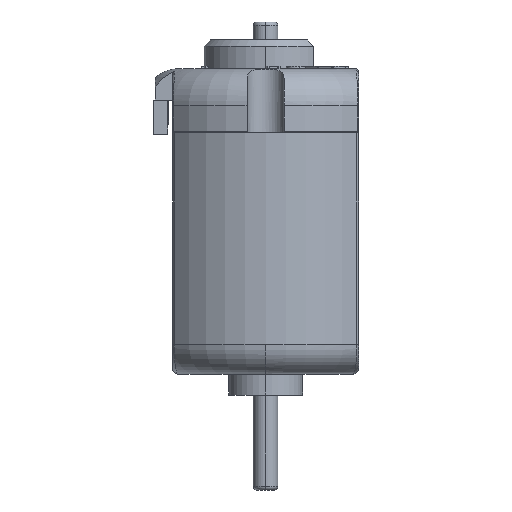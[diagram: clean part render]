
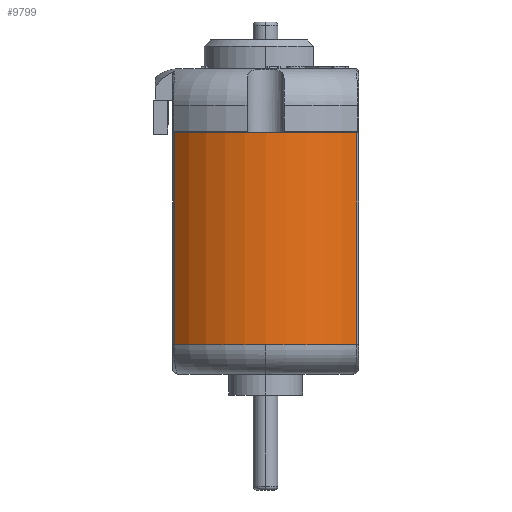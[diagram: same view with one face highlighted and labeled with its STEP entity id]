
A CAD part, left-side view. The second image highlights one B-rep face of the part: STEP entity #9799.
In plain terms, the highlighted cylindrical face has radius 10 mm (diameter 20 mm), a partial arc.
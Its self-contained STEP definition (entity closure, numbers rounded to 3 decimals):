
#416 = EDGE_LOOP ( 'NONE', ( #7975, #11610, #12834, #2311, #945 ) ) ;
#477 = AXIS2_PLACEMENT_3D ( 'NONE', #11803, #8130, #14576 ) ;
#492 = DIRECTION ( 'NONE',  ( 0., 0., -1. ) ) ;
#945 = ORIENTED_EDGE ( 'NONE', *, *, #11362, .T. ) ;
#978 = EDGE_CURVE ( 'NONE', #1953, #3453, #12559, .T. ) ;
#1953 = VERTEX_POINT ( 'NONE', #9522 ) ;
#2005 = DIRECTION ( 'NONE',  ( -1., 0., 0. ) ) ;
#2060 = CARTESIAN_POINT ( 'NONE',  ( 42.551, 23.341, -17.3 ) ) ;
#2311 = ORIENTED_EDGE ( 'NONE', *, *, #11211, .T. ) ;
#2515 = VECTOR ( 'NONE', #492, 1000. ) ;
#2557 = EDGE_CURVE ( 'NONE', #3453, #16179, #16178, .T. ) ;
#2696 = AXIS2_PLACEMENT_3D ( 'NONE', #5948, #13544, #13461 ) ;
#3322 = DIRECTION ( 'NONE',  ( 0., 0., -1. ) ) ;
#3453 = VERTEX_POINT ( 'NONE', #13995 ) ;
#3564 = CARTESIAN_POINT ( 'NONE',  ( 49.254, 15.92, -17.3 ) ) ;
#4028 = CIRCLE ( 'NONE', #6222, 10. ) ;
#4207 = CARTESIAN_POINT ( 'NONE',  ( 42.551, 8.499, -19.7 ) ) ;
#5584 = CARTESIAN_POINT ( 'NONE',  ( 42.551, 23.341, -19.7 ) ) ;
#5757 = DIRECTION ( 'NONE',  ( 0., 0., 1. ) ) ;
#5884 = EDGE_CURVE ( 'NONE', #10556, #1953, #16979, .T. ) ;
#5948 = CARTESIAN_POINT ( 'NONE',  ( 49.254, 15.92, -19.7 ) ) ;
#6222 = AXIS2_PLACEMENT_3D ( 'NONE', #8617, #3322, #2005 ) ;
#6760 = VERTEX_POINT ( 'NONE', #11196 ) ;
#7829 = DIRECTION ( 'NONE',  ( 0., 0., 1. ) ) ;
#7975 = ORIENTED_EDGE ( 'NONE', *, *, #5884, .T. ) ;
#8130 = DIRECTION ( 'NONE',  ( 0., 0., 1. ) ) ;
#8617 = CARTESIAN_POINT ( 'NONE',  ( 49.254, 15.92, -0.1 ) ) ;
#9004 = CARTESIAN_POINT ( 'NONE',  ( 42.551, 8.499, -0.1 ) ) ;
#9522 = CARTESIAN_POINT ( 'NONE',  ( 39.254, 15.92, -17.3 ) ) ;
#9799 = ADVANCED_FACE ( 'NONE', ( #11126 ), #12513, .T. ) ;
#10307 = DIRECTION ( 'NONE',  ( -1., 0., 0. ) ) ;
#10556 = VERTEX_POINT ( 'NONE', #2060 ) ;
#11126 = FACE_OUTER_BOUND ( 'NONE', #416, .T. ) ;
#11196 = CARTESIAN_POINT ( 'NONE',  ( 42.551, 23.341, -0.1 ) ) ;
#11211 = EDGE_CURVE ( 'NONE', #16179, #6760, #4028, .T. ) ;
#11362 = EDGE_CURVE ( 'NONE', #6760, #10556, #12310, .T. ) ;
#11437 = AXIS2_PLACEMENT_3D ( 'NONE', #3564, #7829, #10307 ) ;
#11610 = ORIENTED_EDGE ( 'NONE', *, *, #978, .T. ) ;
#11803 = CARTESIAN_POINT ( 'NONE',  ( 49.254, 15.92, -17.3 ) ) ;
#12310 = LINE ( 'NONE', #5584, #2515 ) ;
#12513 = CYLINDRICAL_SURFACE ( 'NONE', #2696, 10. ) ;
#12559 = CIRCLE ( 'NONE', #11437, 10. ) ;
#12834 = ORIENTED_EDGE ( 'NONE', *, *, #2557, .T. ) ;
#13461 = DIRECTION ( 'NONE',  ( 1., 0., 0. ) ) ;
#13544 = DIRECTION ( 'NONE',  ( 0., 0., 1. ) ) ;
#13995 = CARTESIAN_POINT ( 'NONE',  ( 42.551, 8.499, -17.3 ) ) ;
#14576 = DIRECTION ( 'NONE',  ( -1., 0., 0. ) ) ;
#15644 = VECTOR ( 'NONE', #5757, 1000. ) ;
#16178 = LINE ( 'NONE', #4207, #15644 ) ;
#16179 = VERTEX_POINT ( 'NONE', #9004 ) ;
#16979 = CIRCLE ( 'NONE', #477, 10. ) ;
